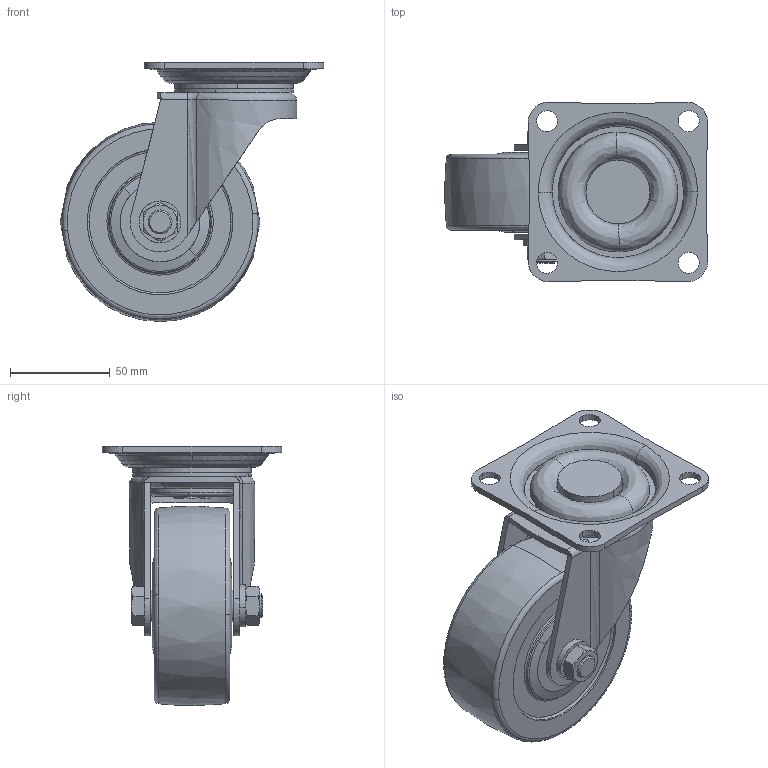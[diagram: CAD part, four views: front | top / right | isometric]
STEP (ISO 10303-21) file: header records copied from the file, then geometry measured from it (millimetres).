
FILE_DESCRIPTION((''),'2;1');
FILE_NAME('','2009-03-19T14:28:21',(''),(''),'','CADfix','');
FILE_SCHEMA(('AUTOMOTIVE_DESIGN { 1 0 10303 214 1 1 1 1 }'));
Length unit declared in the file: millimetre
Bounding box: 132 x 90 x 129.99 mm (x, y, z)
Volume: 393561.3 mm3; surface area: 79985.5 mm2
Topology: 5 solids, 5 shells, 217 faces, 680 edges, 491 vertices
Faces by surface type: bspline 217
Entity records: 10021 total; most frequent: CARTESIAN_POINT 6366, ORIENTED_EDGE 1360, EDGE_CURVE 680, VERTEX_POINT 491, EDGE_LOOP 253, FACE_OUTER_BOUND 217, ADVANCED_FACE 217, QUASI_UNIFORM_CURVE 158
